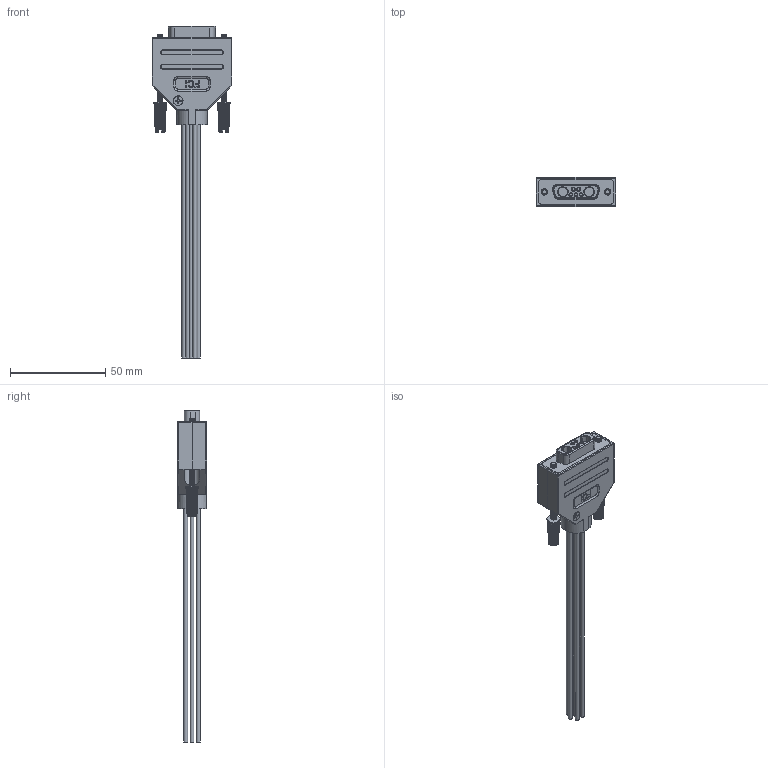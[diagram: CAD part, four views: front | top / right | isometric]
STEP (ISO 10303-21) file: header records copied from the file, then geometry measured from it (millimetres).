
FILE_DESCRIPTION (( 'STEP AP203' ), '1' );
FILE_NAME ('PE15J5011.step', '2019-11-14T15:58:50', ( '' ), ( '' ), 'SwSTEP 2.0', 'SolidWorks 2018', '' );
FILE_SCHEMA (( 'CONFIG_CONTROL_DESIGN' ));
Products named in the file (1): PE15J5011
Bounding box: 41.91 x 15.24 x 173.99 mm (x, y, z)
Volume: 26280.8 mm3; surface area: 15040.9 mm2
Topology: 3 solids, 3 shells, 633 faces, 1972 edges, 1366 vertices
Faces by surface type: plane 321, cylinder 155, cone 109, bspline 24, torus 12, sphere 12
Full cylindrical faces by diameter (mm): 1.492 x5, 2 x5, 2.032 x7, 3.302 x2, 4.953 x2, 5.08 x2, 5.461 x2, 6.858 x2
Entity records: 43503 total; most frequent: CARTESIAN_POINT 26968, ORIENTED_EDGE 3828, DIRECTION 3050, EDGE_CURVE 1914, VERTEX_POINT 1358, AXIS2_PLACEMENT_3D 1174, EDGE_LOOP 708, VECTOR 702
